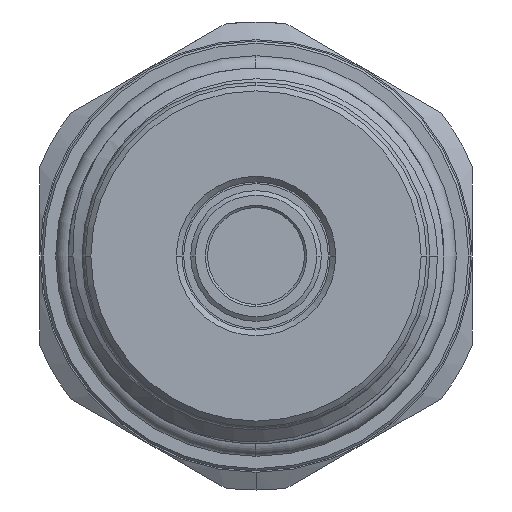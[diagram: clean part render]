
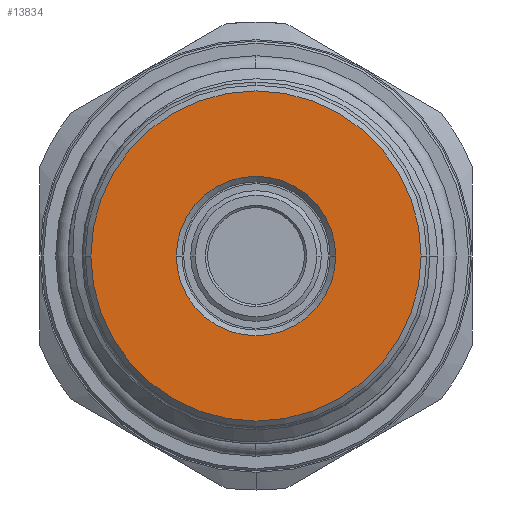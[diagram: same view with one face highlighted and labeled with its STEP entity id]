
A CAD part, left-side view. The second image highlights one B-rep face of the part: STEP entity #13834.
In plain terms, the highlighted planar face has unit normal (-1, 0, 0).
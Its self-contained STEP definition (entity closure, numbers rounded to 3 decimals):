
#197 = CARTESIAN_POINT ( 'NONE',  ( 0., 0., 0. ) ) ;
#616 = EDGE_CURVE ( 'NONE', #1222, #12023, #9531, .T. ) ;
#678 = AXIS2_PLACEMENT_3D ( 'NONE', #10306, #11560, #779 ) ;
#779 = DIRECTION ( 'NONE',  ( 0., 1., 0. ) ) ;
#1026 = ORIENTED_EDGE ( 'NONE', *, *, #13034, .T. ) ;
#1222 = VERTEX_POINT ( 'NONE', #4427 ) ;
#1232 = DIRECTION ( 'NONE',  ( 1., 0., 0. ) ) ;
#1375 = DIRECTION ( 'NONE',  ( 1., 0., 0. ) ) ;
#2145 = DIRECTION ( 'NONE',  ( 1., 0., 0. ) ) ;
#2723 = DIRECTION ( 'NONE',  ( -1., 0., 0. ) ) ;
#2815 = ORIENTED_EDGE ( 'NONE', *, *, #616, .T. ) ;
#3133 = EDGE_CURVE ( 'NONE', #12023, #1222, #14743, .T. ) ;
#3830 = DIRECTION ( 'NONE',  ( 0., 1., 0. ) ) ;
#3880 = PLANE ( 'NONE',  #11929 ) ;
#4427 = CARTESIAN_POINT ( 'NONE',  ( 0., 14.5, 0. ) ) ;
#4845 = CARTESIAN_POINT ( 'NONE',  ( 0., 0., 0. ) ) ;
#4932 = CIRCLE ( 'NONE', #13699, 7. ) ;
#4945 = EDGE_LOOP ( 'NONE', ( #13015, #1026 ) ) ;
#4950 = AXIS2_PLACEMENT_3D ( 'NONE', #9869, #2723, #13425 ) ;
#6007 = FACE_BOUND ( 'NONE', #4945, .T. ) ;
#8276 = DIRECTION ( 'NONE',  ( 0., 1., 0. ) ) ;
#8318 = EDGE_CURVE ( 'NONE', #9961, #11985, #8722, .T. ) ;
#8722 = CIRCLE ( 'NONE', #10452, 7. ) ;
#9531 = CIRCLE ( 'NONE', #4950, 14.5 ) ;
#9565 = CARTESIAN_POINT ( 'NONE',  ( 0., -14.5, 0. ) ) ;
#9869 = CARTESIAN_POINT ( 'NONE',  ( 0., 0., 0. ) ) ;
#9961 = VERTEX_POINT ( 'NONE', #12314 ) ;
#10306 = CARTESIAN_POINT ( 'NONE',  ( 0., 0., 0. ) ) ;
#10452 = AXIS2_PLACEMENT_3D ( 'NONE', #14045, #2145, #10505 ) ;
#10505 = DIRECTION ( 'NONE',  ( 0., 1., 0. ) ) ;
#11560 = DIRECTION ( 'NONE',  ( -1., 0., 0. ) ) ;
#11929 = AXIS2_PLACEMENT_3D ( 'NONE', #197, #1375, #3830 ) ;
#11935 = FACE_OUTER_BOUND ( 'NONE', #13331, .T. ) ;
#11985 = VERTEX_POINT ( 'NONE', #14860 ) ;
#12023 = VERTEX_POINT ( 'NONE', #9565 ) ;
#12314 = CARTESIAN_POINT ( 'NONE',  ( 0., -7., 0. ) ) ;
#12955 = ORIENTED_EDGE ( 'NONE', *, *, #3133, .T. ) ;
#13015 = ORIENTED_EDGE ( 'NONE', *, *, #8318, .T. ) ;
#13034 = EDGE_CURVE ( 'NONE', #11985, #9961, #4932, .T. ) ;
#13331 = EDGE_LOOP ( 'NONE', ( #2815, #12955 ) ) ;
#13425 = DIRECTION ( 'NONE',  ( 0., 1., 0. ) ) ;
#13699 = AXIS2_PLACEMENT_3D ( 'NONE', #4845, #1232, #8276 ) ;
#13834 = ADVANCED_FACE ( 'NONE', ( #6007, #11935 ), #3880, .F. ) ;
#14045 = CARTESIAN_POINT ( 'NONE',  ( 0., 0., 0. ) ) ;
#14743 = CIRCLE ( 'NONE', #678, 14.5 ) ;
#14860 = CARTESIAN_POINT ( 'NONE',  ( 0., 7., 0. ) ) ;
